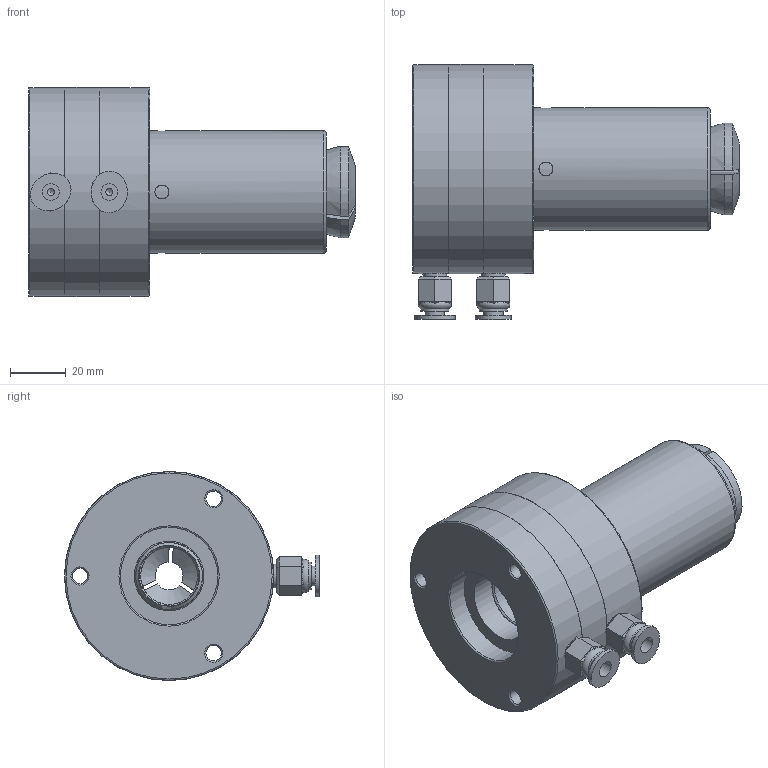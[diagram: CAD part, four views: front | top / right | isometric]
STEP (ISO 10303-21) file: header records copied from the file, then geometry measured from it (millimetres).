
FILE_DESCRIPTION (( 'STEP AP214' ), '1' );
FILE_NAME ('DAS-20SS+YB-20.STEP', '2024-04-10T07:44:57', ( '' ), ( '' ), 'SwSTEP 2.0', 'SolidWorks 2023', '' );
FILE_SCHEMA (( 'AUTOMOTIVE_DESIGN' ));
Length unit declared in the file: millimetre
Products named in the file (3): YB-20; DAS-20SS; DAS-20SS+YB-20
Assembly tree (2 placements, depth 2):
  DAS-20SS+YB-20
    DAS-20SS
    YB-20
Bounding box: 117.4 x 91.55 x 75.1 mm (x, y, z)
Volume: 248750.1 mm3; surface area: 57811.4 mm2
Topology: 4 solids, 4 shells, 414 faces, 1074 edges, 701 vertices
Faces by surface type: plane 205, bspline 122, cylinder 51, cone 29, torus 7
Full cylindrical faces by diameter (mm): 2.5 x2, 4.2 x2, 5 x4, 5.5 x3, 6 x2, 7 x2, 8.5 x2, 10 x5, 20.5 x1, 24 x1, 25 x1, 35 x1, 44 x1, 75 x2, 75.1 x1
Entity records: 33483 total; most frequent: CARTESIAN_POINT 21049, ORIENTED_EDGE 2000, DIRECTION 1341, EDGE_CURVE 1000, VERTEX_POINT 680, VECTOR 523, LINE 523, EDGE_LOOP 522
